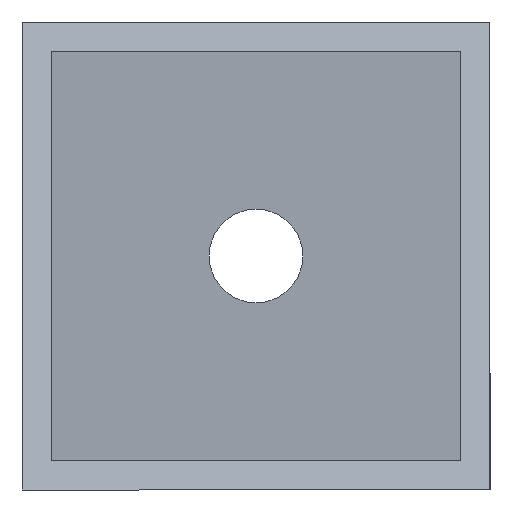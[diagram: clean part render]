
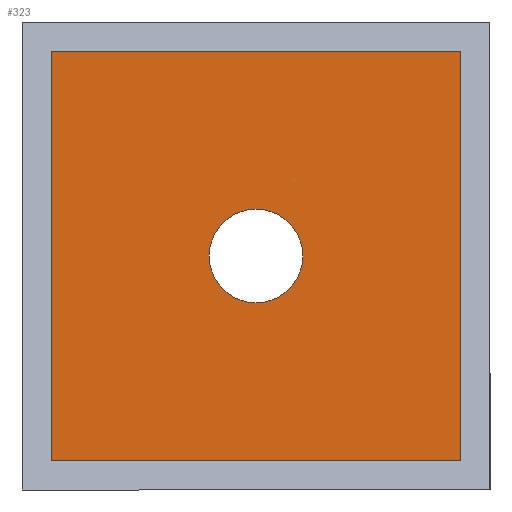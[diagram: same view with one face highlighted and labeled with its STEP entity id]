
A CAD part, front view. The second image highlights one B-rep face of the part: STEP entity #323.
In plain terms, the highlighted planar face has unit normal (0, -1, 0).
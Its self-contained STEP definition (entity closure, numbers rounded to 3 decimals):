
#174=CARTESIAN_POINT('',(-4.,-62.5,0.));
#175=VERTEX_POINT('',#174);
#191=CARTESIAN_POINT('',(4.,-62.5,0.));
#192=VERTEX_POINT('',#191);
#199=CARTESIAN_POINT('',(0.,-62.5,0.));
#200=DIRECTION('',(0.0,1.0,0.0));
#201=DIRECTION('',(-1.0,0.0,0.0));
#202=AXIS2_PLACEMENT_3D('',#199,#200,#201);
#203=CIRCLE('',#202,4.0);
#204=EDGE_CURVE('',#175,#192,#203,.T.);
#215=CARTESIAN_POINT('',(0.,-62.5,0.));
#216=DIRECTION('',(0.0,1.0,0.0));
#217=DIRECTION('',(-1.0,0.0,0.0));
#218=AXIS2_PLACEMENT_3D('',#215,#216,#217);
#219=CIRCLE('',#218,4.0);
#220=EDGE_CURVE('',#192,#175,#219,.T.);
#262=CARTESIAN_POINT('',(17.5,-62.5,17.5));
#263=VERTEX_POINT('',#262);
#272=CARTESIAN_POINT('',(17.5,-62.5,-17.5));
#273=VERTEX_POINT('',#272);
#274=CARTESIAN_POINT('',(17.5,-62.5,17.5));
#275=DIRECTION('',(0.0,0.0,-1.0));
#276=VECTOR('',#275,35.0);
#277=LINE('',#274,#276);
#278=EDGE_CURVE('',#263,#273,#277,.T.);
#289=CARTESIAN_POINT('',(-17.5,-62.5,17.5));
#290=DIRECTION('',(0.0,1.0,0.0));
#291=DIRECTION('',(-1.0,0.0,0.0));
#292=AXIS2_PLACEMENT_3D('',#289,#290,#291);
#293=PLANE('',#292);
#294=ORIENTED_EDGE('',*,*,#278,.F.);
#295=CARTESIAN_POINT('',(-17.5,-62.5,17.5));
#296=VERTEX_POINT('',#295);
#297=CARTESIAN_POINT('',(-17.5,-62.5,17.5));
#298=DIRECTION('',(1.0,0.0,0.0));
#299=VECTOR('',#298,35.0);
#300=LINE('',#297,#299);
#301=EDGE_CURVE('',#296,#263,#300,.T.);
#302=ORIENTED_EDGE('',*,*,#301,.F.);
#303=CARTESIAN_POINT('',(-17.5,-62.5,-17.5));
#304=VERTEX_POINT('',#303);
#305=CARTESIAN_POINT('',(-17.5,-62.5,17.5));
#306=DIRECTION('',(0.0,0.0,-1.0));
#307=VECTOR('',#306,35.0);
#308=LINE('',#305,#307);
#309=EDGE_CURVE('',#296,#304,#308,.T.);
#310=ORIENTED_EDGE('',*,*,#309,.T.);
#311=CARTESIAN_POINT('',(-17.5,-62.5,-17.5));
#312=DIRECTION('',(1.0,0.0,0.0));
#313=VECTOR('',#312,35.0);
#314=LINE('',#311,#313);
#315=EDGE_CURVE('',#304,#273,#314,.T.);
#316=ORIENTED_EDGE('',*,*,#315,.T.);
#317=EDGE_LOOP('',(#294,#302,#310,#316));
#318=FACE_OUTER_BOUND('',#317,.T.);
#319=ORIENTED_EDGE('',*,*,#220,.T.);
#320=ORIENTED_EDGE('',*,*,#204,.T.);
#321=EDGE_LOOP('',(#319,#320));
#322=FACE_BOUND('',#321,.T.);
#323=ADVANCED_FACE('',(#318,#322),#293,.F.);
